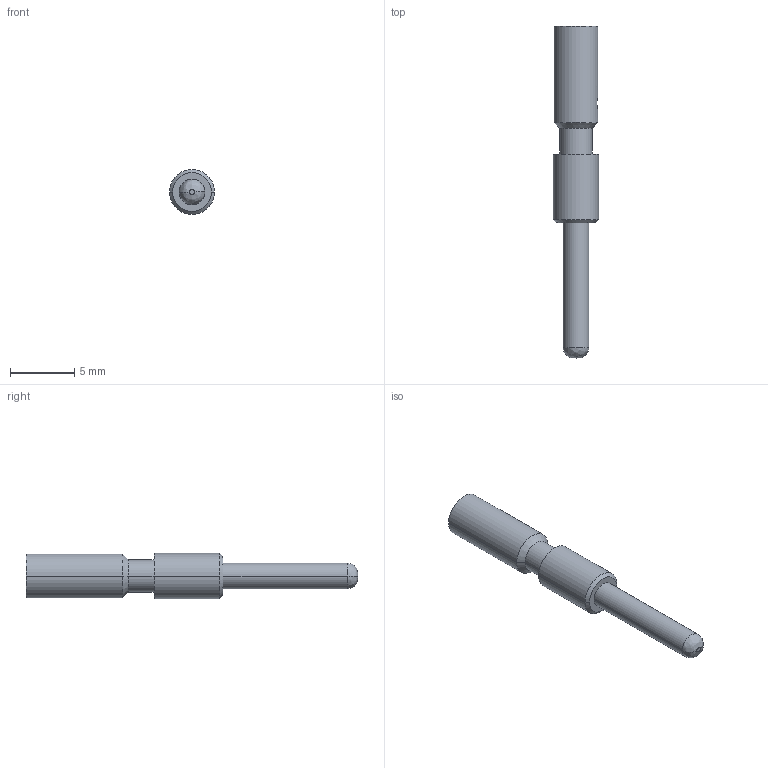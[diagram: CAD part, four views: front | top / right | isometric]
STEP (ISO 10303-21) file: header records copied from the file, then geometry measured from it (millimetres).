
FILE_DESCRIPTION((''),'2;1');
FILE_NAME('SC000262','2020-01-06T',('blink.zhou'),(''),'PRO/ENGINEER BY PARAMETRIC TECHNOLOGY CORPORATION, 2012230','PRO/ENGINEER BY PARAMETRIC TECHNOLOGY CORPORATION, 2012230','');
FILE_SCHEMA(('CONFIG_CONTROL_DESIGN'));
Length unit declared in the file: millimetre
Products named in the file (1): SC000262
Bounding box: 3.5 x 25.8 x 3.5 mm (x, y, z)
Volume: 130.5 mm3; surface area: 299.1 mm2
Topology: 1 solids, 1 shells, 26 faces, 60 edges, 35 vertices
Faces by surface type: cylinder 12, cone 8, plane 4, bspline 2
Entity records: 858 total; most frequent: CARTESIAN_POINT 237, DIRECTION 126, ORIENTED_EDGE 116, EDGE_CURVE 58, AXIS2_PLACEMENT_3D 52, VERTEX_POINT 35, EDGE_LOOP 29, CIRCLE 28
